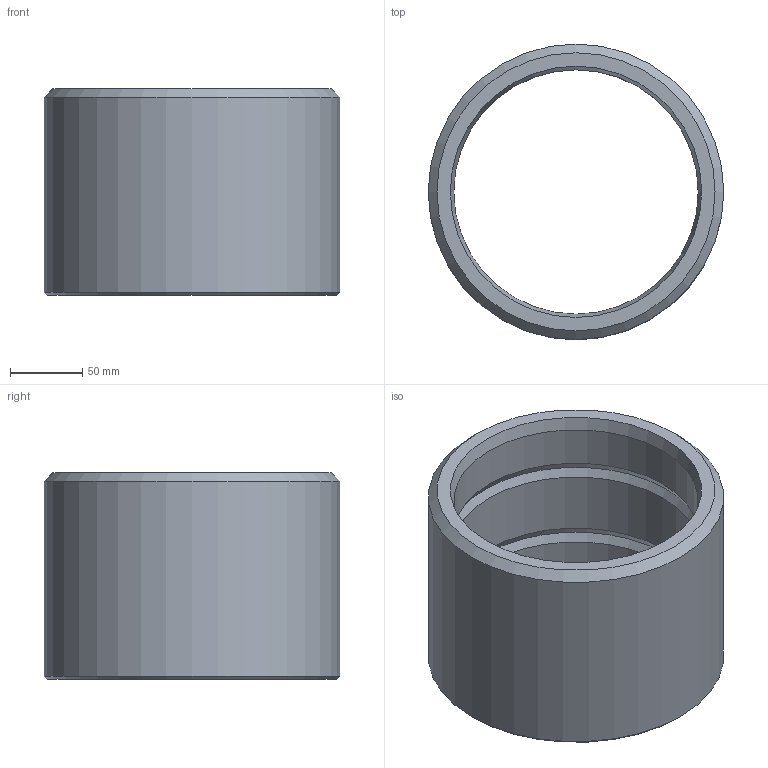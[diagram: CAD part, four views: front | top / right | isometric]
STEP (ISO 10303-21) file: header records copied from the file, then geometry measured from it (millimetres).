
FILE_DESCRIPTION(/* description */ ('Alibre Inc.'),/* implementation_level */ '2;1');
FILE_NAME(/* name */ 'export-4B10D162-C5F3-479D-B10E-F814C46E943E',/* time_stamp */ '2025-04-05T22:02:37+08:00',/* author */ (''),/* organization */ (''),/* preprocessor_version */ 'ST-DEVELOPER v17',/* originating_system */ 'Alibre',/* authorisation */ '');
FILE_SCHEMA (('CONFIG_CONTROL_DESIGN'));
Length unit declared in the file: centimetre
Bounding box: 204.5 x 204.5 x 143 mm (x, y, z)
Volume: 1390070.6 mm3; surface area: 186678.4 mm2
Topology: 1 solids, 1 shells, 16 faces, 29 edges, 16 vertices
Faces by surface type: cone 8, cylinder 5, plane 3
Full cylindrical faces by diameter (mm): 169.23 x3, 185.23 x1, 204.5 x1
Entity records: 410 total; most frequent: DIRECTION 61, CARTESIAN_POINT 48, ORIENTED_EDGE 32, EDGE_LOOP 32, FACE_BOUND 32, AXIS2_PLACEMENT_3D 32, VERTEX_POINT 16, CIRCLE 16
